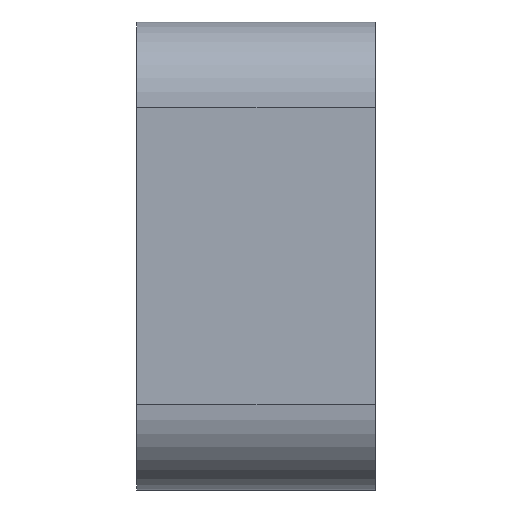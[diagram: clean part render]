
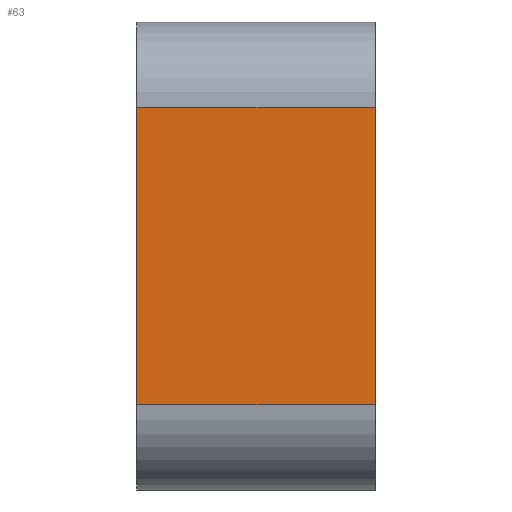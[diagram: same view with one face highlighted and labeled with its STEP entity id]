
A CAD part, left-side view. The second image highlights one B-rep face of the part: STEP entity #63.
In plain terms, the highlighted planar face has unit normal (-1, 0, 0).
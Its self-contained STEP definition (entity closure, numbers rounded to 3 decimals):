
#63=ADVANCED_FACE('',(#155),#156,.T.);
#155=FACE_OUTER_BOUND('',#284,.T.);
#156=PLANE('',#285);
#284=EDGE_LOOP('',(#418,#419,#420,#421));
#285=AXIS2_PLACEMENT_3D('',#422,#423,#424);
#418=ORIENTED_EDGE('',*,*,#855,.F.);
#419=ORIENTED_EDGE('',*,*,#856,.T.);
#420=ORIENTED_EDGE('',*,*,#857,.T.);
#421=ORIENTED_EDGE('',*,*,#858,.T.);
#422=CARTESIAN_POINT('',(-40.0,28.0,-27.5));
#423=DIRECTION('',(-1.0,0.,0.0));
#424=DIRECTION('',(0.,1.0,0.0));
#855=EDGE_CURVE('',#990,#991,#992,.T.);
#856=EDGE_CURVE('',#990,#993,#994,.T.);
#857=EDGE_CURVE('',#993,#995,#996,.T.);
#858=EDGE_CURVE('',#995,#991,#997,.F.);
#990=VERTEX_POINT('',#1189);
#991=VERTEX_POINT('',#1190);
#992=LINE('',#1191,#1192);
#993=VERTEX_POINT('',#1193);
#994=LINE('',#1194,#1195);
#995=VERTEX_POINT('',#1196);
#996=LINE('',#1197,#1198);
#997=LINE('',#1199,#1200);
#1189=CARTESIAN_POINT('',(-40.0,28.0,-17.5));
#1190=CARTESIAN_POINT('',(-40.0,28.0,17.5));
#1191=CARTESIAN_POINT('',(-40.0,28.0,-27.5));
#1192=VECTOR('',#1668,1.0);
#1193=CARTESIAN_POINT('',(-40.0,0.,-17.5));
#1194=CARTESIAN_POINT('',(-40.0,28.0,-17.5));
#1195=VECTOR('',#1669,1.0);
#1196=CARTESIAN_POINT('',(-40.0,0.,17.5));
#1197=CARTESIAN_POINT('',(-40.0,0.,-27.5));
#1198=VECTOR('',#1670,1.0);
#1199=CARTESIAN_POINT('',(-40.0,28.0,17.5));
#1200=VECTOR('',#1671,1.0);
#1668=DIRECTION('',(0.0,0.0,1.0));
#1669=DIRECTION('',(0.,-1.0,0.0));
#1670=DIRECTION('',(0.0,0.0,1.0));
#1671=DIRECTION('',(0.,-1.0,0.0));
